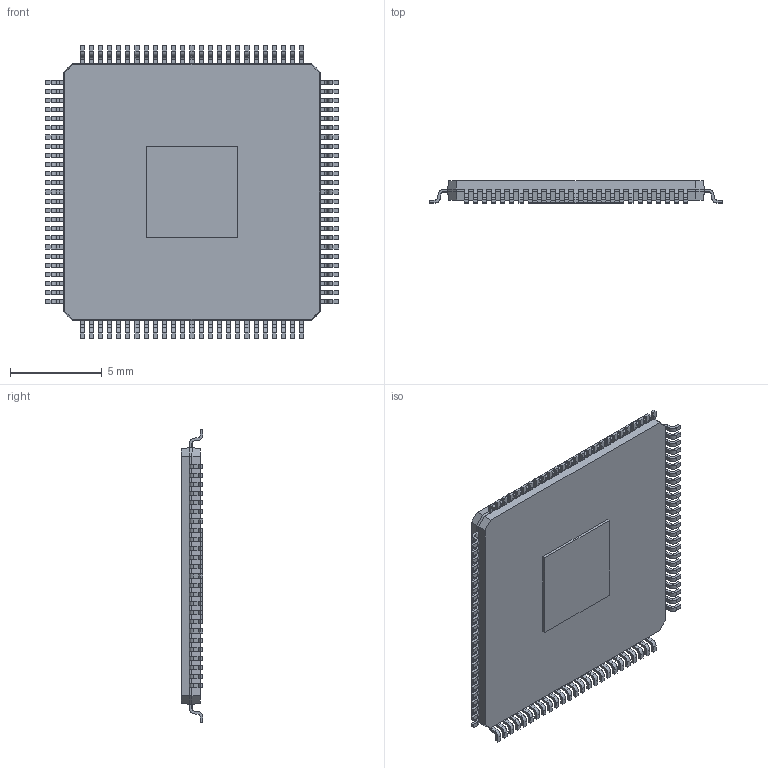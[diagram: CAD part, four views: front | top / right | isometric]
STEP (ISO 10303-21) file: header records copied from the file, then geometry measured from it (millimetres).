
FILE_DESCRIPTION (( 'STEP AP214' ), '1' );
FILE_NAME ('SII1136CTU.STEP', '2021-03-11T04:53:25', ( '' ), ( '' ), 'SwSTEP 2.0', 'SolidWorks 2017', '' );
FILE_SCHEMA (( 'AUTOMOTIVE_DESIGN' ));
Length unit declared in the file: millimetre
Products named in the file (1): SII1136CTU
Bounding box: 16 x 1.2 x 16 mm (x, y, z)
Volume: 212.1 mm3; surface area: 610.3 mm2
Topology: 103 solids, 103 shells, 1442 faces, 3686 edges, 2452 vertices
Faces by surface type: plane 1036, cylinder 406
Entity records: 44426 total; most frequent: CARTESIAN_POINT 7581, DIRECTION 7384, ORIENTED_EDGE 7372, EDGE_CURVE 3686, LINE 2874, VECTOR 2874, VERTEX_POINT 2452, AXIS2_PLACEMENT_3D 2255
